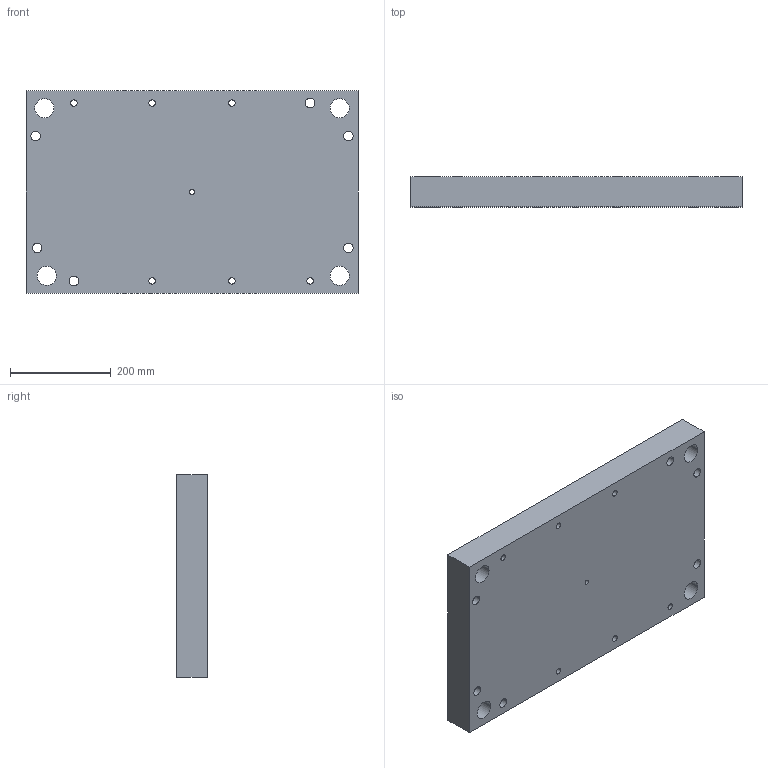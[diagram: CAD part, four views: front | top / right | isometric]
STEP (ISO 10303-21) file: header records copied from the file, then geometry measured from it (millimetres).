
FILE_DESCRIPTION(('produced by SPATIAL CORP'),'2;1');
FILE_NAME('1626sup_pl.prt.hh.sat.stp' ,'2002-04-19T13:38:23+00:00',('SPATIAL CORP'),('SPATIAL CORP'), 'ACIS STEP Husk','http://www.spatial.com','SPATIAL CORP');
FILE_SCHEMA(('CONFIG_CONTROL_DESIGN'));
Length unit declared in the file: millimetre
Products named in the file (1): PRODUCT_ID_1
Bounding box: 660.4 x 60.33 x 403.23 mm (x, y, z)
Volume: 15635459.1 mm3; surface area: 713498.5 mm2
Topology: 1 solids, 1 shells, 40 faces, 114 edges, 76 vertices
Faces by surface type: cylinder 34, plane 6
Entity records: 1499 total; most frequent: DIRECTION 262, CARTESIAN_POINT 230, ORIENTED_EDGE 228, EDGE_CURVE 114, AXIS2_PLACEMENT_3D 108, VERTEX_POINT 76, EDGE_LOOP 74, FACE_BOUND 74
